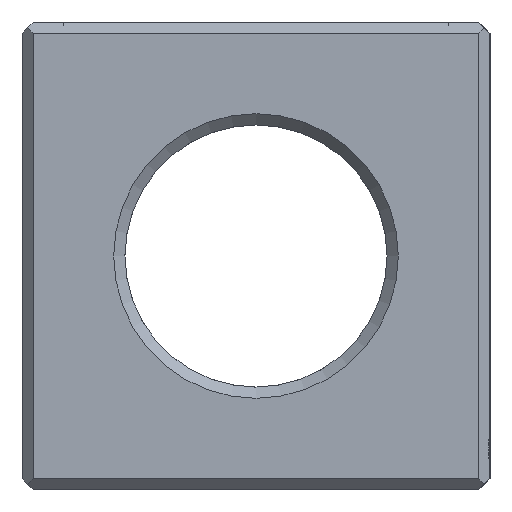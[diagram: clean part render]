
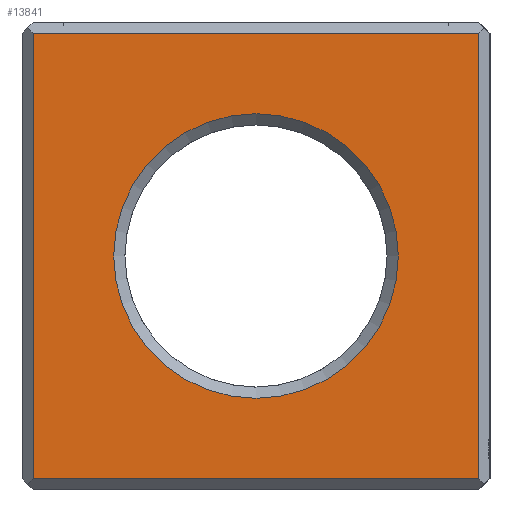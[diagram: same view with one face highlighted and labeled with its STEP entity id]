
A CAD part, left-side view. The second image highlights one B-rep face of the part: STEP entity #13841.
In plain terms, the highlighted planar face has unit normal (-1, 0, 0).
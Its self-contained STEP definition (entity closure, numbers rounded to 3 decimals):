
#72 = PLANE('',#73);
#73 = AXIS2_PLACEMENT_3D('',#74,#75,#76);
#74 = CARTESIAN_POINT('',(0.,0.,0.3));
#75 = DIRECTION('',(-0.707,0.,-0.707));
#76 = DIRECTION('',(0.707,0.,-0.707));
#817 = PLANE('',#818);
#818 = AXIS2_PLACEMENT_3D('',#819,#820,#821);
#819 = CARTESIAN_POINT('',(0.3,12.5,0.));
#820 = DIRECTION('',(0.707,-0.707,0.));
#821 = DIRECTION('',(-0.707,-0.707,0.));
#1048 = PLANE('',#1049);
#1049 = AXIS2_PLACEMENT_3D('',#1050,#1051,#1052);
#1050 = CARTESIAN_POINT('',(0.3,0.,0.));
#1051 = DIRECTION('',(-0.707,-0.707,0.));
#1052 = DIRECTION('',(-0.707,0.707,0.));
#1116 = VERTEX_POINT('',#1117);
#1117 = CARTESIAN_POINT('',(0.,0.3,0.3));
#1138 = EDGE_CURVE('',#1116,#1139,#1141,.T.);
#1139 = VERTEX_POINT('',#1140);
#1140 = CARTESIAN_POINT('',(0.,12.2,0.3));
#1141 = SURFACE_CURVE('',#1142,(#1146,#1153),.PCURVE_S1.);
#1142 = LINE('',#1143,#1144);
#1143 = CARTESIAN_POINT('',(0.,0.,0.3));
#1144 = VECTOR('',#1145,1.);
#1145 = DIRECTION('',(0.,1.,0.));
#1146 = PCURVE('',#72,#1147);
#1147 = DEFINITIONAL_REPRESENTATION('',(#1148),#1152);
#1148 = LINE('',#1149,#1150);
#1149 = CARTESIAN_POINT('',(0.,-0.));
#1150 = VECTOR('',#1151,1.);
#1151 = DIRECTION('',(0.,-1.));
#1152 = ( GEOMETRIC_REPRESENTATION_CONTEXT(2) 
PARAMETRIC_REPRESENTATION_CONTEXT() REPRESENTATION_CONTEXT('2D SPACE',''
  ) );
#1153 = PCURVE('',#1154,#1159);
#1154 = PLANE('',#1155);
#1155 = AXIS2_PLACEMENT_3D('',#1156,#1157,#1158);
#1156 = CARTESIAN_POINT('',(0.,12.5,0.));
#1157 = DIRECTION('',(1.,0.,0.));
#1158 = DIRECTION('',(0.,-1.,0.));
#1159 = DEFINITIONAL_REPRESENTATION('',(#1160),#1164);
#1160 = LINE('',#1161,#1162);
#1161 = CARTESIAN_POINT('',(12.5,-0.3));
#1162 = VECTOR('',#1163,1.);
#1163 = DIRECTION('',(-1.,0.));
#1164 = ( GEOMETRIC_REPRESENTATION_CONTEXT(2) 
PARAMETRIC_REPRESENTATION_CONTEXT() REPRESENTATION_CONTEXT('2D SPACE',''
  ) );
#2919 = VERTEX_POINT('',#2920);
#2920 = CARTESIAN_POINT('',(0.,12.2,12.2));
#2934 = PLANE('',#2935);
#2935 = AXIS2_PLACEMENT_3D('',#2936,#2937,#2938);
#2936 = CARTESIAN_POINT('',(0.3,0.,12.5));
#2937 = DIRECTION('',(-0.707,0.,0.707));
#2938 = DIRECTION('',(-0.707,0.,-0.707));
#2946 = EDGE_CURVE('',#1139,#2919,#2947,.T.);
#2947 = SURFACE_CURVE('',#2948,(#2952,#2959),.PCURVE_S1.);
#2948 = LINE('',#2949,#2950);
#2949 = CARTESIAN_POINT('',(0.,12.2,0.));
#2950 = VECTOR('',#2951,1.);
#2951 = DIRECTION('',(0.,0.,1.));
#2952 = PCURVE('',#817,#2953);
#2953 = DEFINITIONAL_REPRESENTATION('',(#2954),#2958);
#2954 = LINE('',#2955,#2956);
#2955 = CARTESIAN_POINT('',(0.424,0.));
#2956 = VECTOR('',#2957,1.);
#2957 = DIRECTION('',(0.,-1.));
#2958 = ( GEOMETRIC_REPRESENTATION_CONTEXT(2) 
PARAMETRIC_REPRESENTATION_CONTEXT() REPRESENTATION_CONTEXT('2D SPACE',''
  ) );
#2959 = PCURVE('',#1154,#2960);
#2960 = DEFINITIONAL_REPRESENTATION('',(#2961),#2965);
#2961 = LINE('',#2962,#2963);
#2962 = CARTESIAN_POINT('',(0.3,0.));
#2963 = VECTOR('',#2964,1.);
#2964 = DIRECTION('',(0.,-1.));
#2965 = ( GEOMETRIC_REPRESENTATION_CONTEXT(2) 
PARAMETRIC_REPRESENTATION_CONTEXT() REPRESENTATION_CONTEXT('2D SPACE',''
  ) );
#13798 = VERTEX_POINT('',#13799);
#13799 = CARTESIAN_POINT('',(0.,0.3,12.2));
#13820 = EDGE_CURVE('',#1116,#13798,#13821,.T.);
#13821 = SURFACE_CURVE('',#13822,(#13826,#13833),.PCURVE_S1.);
#13822 = LINE('',#13823,#13824);
#13823 = CARTESIAN_POINT('',(0.,0.3,0.));
#13824 = VECTOR('',#13825,1.);
#13825 = DIRECTION('',(0.,0.,1.));
#13826 = PCURVE('',#1048,#13827);
#13827 = DEFINITIONAL_REPRESENTATION('',(#13828),#13832);
#13828 = LINE('',#13829,#13830);
#13829 = CARTESIAN_POINT('',(0.424,0.));
#13830 = VECTOR('',#13831,1.);
#13831 = DIRECTION('',(0.,-1.));
#13832 = ( GEOMETRIC_REPRESENTATION_CONTEXT(2) 
PARAMETRIC_REPRESENTATION_CONTEXT() REPRESENTATION_CONTEXT('2D SPACE',''
  ) );
#13833 = PCURVE('',#1154,#13834);
#13834 = DEFINITIONAL_REPRESENTATION('',(#13835),#13839);
#13835 = LINE('',#13836,#13837);
#13836 = CARTESIAN_POINT('',(12.2,0.));
#13837 = VECTOR('',#13838,1.);
#13838 = DIRECTION('',(0.,-1.));
#13839 = ( GEOMETRIC_REPRESENTATION_CONTEXT(2) 
PARAMETRIC_REPRESENTATION_CONTEXT() REPRESENTATION_CONTEXT('2D SPACE',''
  ) );
#13841 = ADVANCED_FACE('',(#13842,#13868),#1154,.F.);
#13842 = FACE_BOUND('',#13843,.F.);
#13843 = EDGE_LOOP('',(#13844,#13845,#13846,#13847));
#13844 = ORIENTED_EDGE('',*,*,#13820,.F.);
#13845 = ORIENTED_EDGE('',*,*,#1138,.T.);
#13846 = ORIENTED_EDGE('',*,*,#2946,.T.);
#13847 = ORIENTED_EDGE('',*,*,#13848,.F.);
#13848 = EDGE_CURVE('',#13798,#2919,#13849,.T.);
#13849 = SURFACE_CURVE('',#13850,(#13854,#13861),.PCURVE_S1.);
#13850 = LINE('',#13851,#13852);
#13851 = CARTESIAN_POINT('',(0.,0.,12.2));
#13852 = VECTOR('',#13853,1.);
#13853 = DIRECTION('',(0.,1.,0.));
#13854 = PCURVE('',#1154,#13855);
#13855 = DEFINITIONAL_REPRESENTATION('',(#13856),#13860);
#13856 = LINE('',#13857,#13858);
#13857 = CARTESIAN_POINT('',(12.5,-12.2));
#13858 = VECTOR('',#13859,1.);
#13859 = DIRECTION('',(-1.,0.));
#13860 = ( GEOMETRIC_REPRESENTATION_CONTEXT(2) 
PARAMETRIC_REPRESENTATION_CONTEXT() REPRESENTATION_CONTEXT('2D SPACE',''
  ) );
#13861 = PCURVE('',#2934,#13862);
#13862 = DEFINITIONAL_REPRESENTATION('',(#13863),#13867);
#13863 = LINE('',#13864,#13865);
#13864 = CARTESIAN_POINT('',(0.424,0.));
#13865 = VECTOR('',#13866,1.);
#13866 = DIRECTION('',(0.,-1.));
#13867 = ( GEOMETRIC_REPRESENTATION_CONTEXT(2) 
PARAMETRIC_REPRESENTATION_CONTEXT() REPRESENTATION_CONTEXT('2D SPACE',''
  ) );
#13868 = FACE_BOUND('',#13869,.F.);
#13869 = EDGE_LOOP('',(#13870));
#13870 = ORIENTED_EDGE('',*,*,#13871,.T.);
#13871 = EDGE_CURVE('',#13872,#13872,#13874,.T.);
#13872 = VERTEX_POINT('',#13873);
#13873 = CARTESIAN_POINT('',(0.,2.45,6.25));
#13874 = SURFACE_CURVE('',#13875,(#13880,#13891),.PCURVE_S1.);
#13875 = CIRCLE('',#13876,3.8);
#13876 = AXIS2_PLACEMENT_3D('',#13877,#13878,#13879);
#13877 = CARTESIAN_POINT('',(0.,6.25,6.25));
#13878 = DIRECTION('',(-1.,0.,0.));
#13879 = DIRECTION('',(0.,-1.,0.));
#13880 = PCURVE('',#1154,#13881);
#13881 = DEFINITIONAL_REPRESENTATION('',(#13882),#13890);
#13882 = ( BOUNDED_CURVE() B_SPLINE_CURVE(2,(#13883,#13884,#13885,#13886
    ,#13887,#13888,#13889),.UNSPECIFIED.,.T.,.F.) 
B_SPLINE_CURVE_WITH_KNOTS((1,2,2,2,2,1),(-2.094,0.,
    2.094,4.189,6.283,8.378),
.UNSPECIFIED.) CURVE() GEOMETRIC_REPRESENTATION_ITEM() 
RATIONAL_B_SPLINE_CURVE((1.,0.5,1.,0.5,1.,0.5,1.)) REPRESENTATION_ITEM(
  '') );
#13883 = CARTESIAN_POINT('',(10.05,-6.25));
#13884 = CARTESIAN_POINT('',(10.05,-12.832));
#13885 = CARTESIAN_POINT('',(4.35,-9.541));
#13886 = CARTESIAN_POINT('',(-1.35,-6.25));
#13887 = CARTESIAN_POINT('',(4.35,-2.959));
#13888 = CARTESIAN_POINT('',(10.05,0.332));
#13889 = CARTESIAN_POINT('',(10.05,-6.25));
#13890 = ( GEOMETRIC_REPRESENTATION_CONTEXT(2) 
PARAMETRIC_REPRESENTATION_CONTEXT() REPRESENTATION_CONTEXT('2D SPACE',''
  ) );
#13891 = PCURVE('',#13892,#13897);
#13892 = CONICAL_SURFACE('',#13893,3.5,0.785);
#13893 = AXIS2_PLACEMENT_3D('',#13894,#13895,#13896);
#13894 = CARTESIAN_POINT('',(0.3,6.25,6.25));
#13895 = DIRECTION('',(-1.,-0.,-0.));
#13896 = DIRECTION('',(0.,-1.,0.));
#13897 = DEFINITIONAL_REPRESENTATION('',(#13898),#13902);
#13898 = LINE('',#13899,#13900);
#13899 = CARTESIAN_POINT('',(-0.,0.3));
#13900 = VECTOR('',#13901,1.);
#13901 = DIRECTION('',(1.,-0.));
#13902 = ( GEOMETRIC_REPRESENTATION_CONTEXT(2) 
PARAMETRIC_REPRESENTATION_CONTEXT() REPRESENTATION_CONTEXT('2D SPACE',''
  ) );
